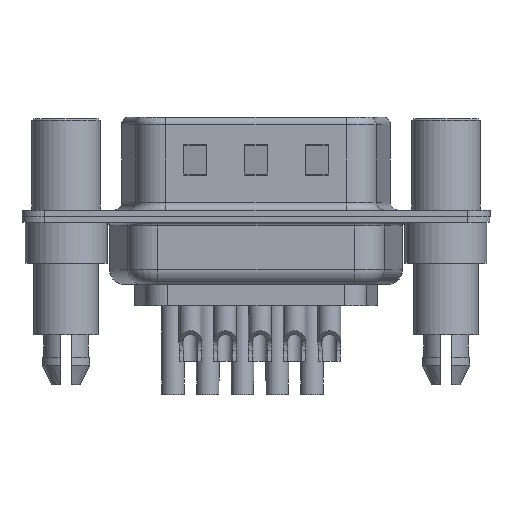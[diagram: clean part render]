
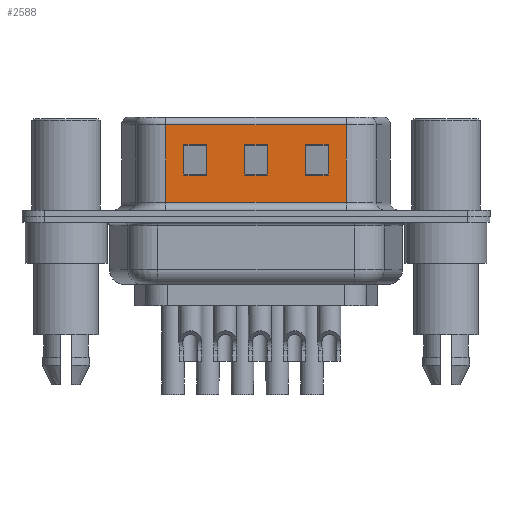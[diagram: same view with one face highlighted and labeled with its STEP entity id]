
A CAD part, front view. The second image highlights one B-rep face of the part: STEP entity #2588.
In plain terms, the highlighted planar face has unit normal (0, -1, 0).
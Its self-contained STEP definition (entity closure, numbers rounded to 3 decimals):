
#141 = ORIENTED_EDGE ( 'NONE', *, *, #276, .T. ) ;
#276 = EDGE_CURVE ( 'NONE', #16151, #2641, #10362, .T. ) ;
#764 = EDGE_CURVE ( 'NONE', #6910, #9405, #9694, .T. ) ;
#1127 = VECTOR ( 'NONE', #1667, 1000. ) ;
#1344 = CARTESIAN_POINT ( 'NONE',  ( 13.25, -4.55, 2.705 ) ) ;
#1419 = ORIENTED_EDGE ( 'NONE', *, *, #6919, .T. ) ;
#1592 = DIRECTION ( 'NONE',  ( -1., 0., 0. ) ) ;
#1667 = DIRECTION ( 'NONE',  ( 0., 0., 1. ) ) ;
#1703 = DIRECTION ( 'NONE',  ( 1., 0., 0. ) ) ;
#1824 = EDGE_CURVE ( 'NONE', #16535, #12348, #16499, .T. ) ;
#1825 = ORIENTED_EDGE ( 'NONE', *, *, #17324, .T. ) ;
#2031 = CARTESIAN_POINT ( 'NONE',  ( 18.451, -4.55, 4.705 ) ) ;
#2101 = ORIENTED_EDGE ( 'NONE', *, *, #4137, .T. ) ;
#2145 = CARTESIAN_POINT ( 'NONE',  ( 11.75, -4.55, 6.52 ) ) ;
#2241 = VECTOR ( 'NONE', #15632, 1000. ) ;
#2434 = VECTOR ( 'NONE', #5945, 1000. ) ;
#2533 = VECTOR ( 'NONE', #7372, 1000. ) ;
#2588 = ADVANCED_FACE ( 'NONE', ( #14889, #11221, #10806, #10393 ), #5283, .F. ) ;
#2623 = CARTESIAN_POINT ( 'NONE',  ( 6.549, -4.55, 0.9 ) ) ;
#2641 = VERTEX_POINT ( 'NONE', #2623 ) ;
#2984 = DIRECTION ( 'NONE',  ( 0., 0., -1. ) ) ;
#3008 = CARTESIAN_POINT ( 'NONE',  ( 13.25, -4.55, 6.52 ) ) ;
#3134 = EDGE_LOOP ( 'NONE', ( #14274, #1825, #12832, #7978 ) ) ;
#3281 = VECTOR ( 'NONE', #3876, 1000. ) ;
#3399 = VERTEX_POINT ( 'NONE', #13902 ) ;
#3635 = EDGE_CURVE ( 'NONE', #10968, #15288, #5242, .T. ) ;
#3876 = DIRECTION ( 'NONE',  ( 0., 0., -1. ) ) ;
#3957 = VERTEX_POINT ( 'NONE', #5268 ) ;
#4053 = VECTOR ( 'NONE', #15619, 1000. ) ;
#4090 = LINE ( 'NONE', #13889, #7291 ) ;
#4122 = LINE ( 'NONE', #3008, #15428 ) ;
#4137 = EDGE_CURVE ( 'NONE', #15472, #16151, #12279, .T. ) ;
#4262 = CARTESIAN_POINT ( 'NONE',  ( 6.549, -4.55, 6.02 ) ) ;
#4351 = CARTESIAN_POINT ( 'NONE',  ( 15.75, -4.55, 6.52 ) ) ;
#4586 = CARTESIAN_POINT ( 'NONE',  ( 18.451, -4.55, 6.02 ) ) ;
#4738 = CARTESIAN_POINT ( 'NONE',  ( 13.25, -4.55, 4.705 ) ) ;
#4759 = LINE ( 'NONE', #4351, #1127 ) ;
#4807 = VECTOR ( 'NONE', #13052, 1000. ) ;
#4840 = ORIENTED_EDGE ( 'NONE', *, *, #6156, .T. ) ;
#4938 = CARTESIAN_POINT ( 'NONE',  ( 6.549, -4.55, 6.52 ) ) ;
#5043 = VERTEX_POINT ( 'NONE', #5565 ) ;
#5046 = VECTOR ( 'NONE', #7942, 1000. ) ;
#5242 = LINE ( 'NONE', #2145, #4807 ) ;
#5249 = CARTESIAN_POINT ( 'NONE',  ( 17.25, -4.55, 4.705 ) ) ;
#5268 = CARTESIAN_POINT ( 'NONE',  ( 18.451, -4.55, 0.9 ) ) ;
#5283 = PLANE ( 'NONE',  #8470 ) ;
#5286 = DIRECTION ( 'NONE',  ( 1., 0., 0. ) ) ;
#5507 = EDGE_LOOP ( 'NONE', ( #6693, #2101, #141, #11101 ) ) ;
#5565 = CARTESIAN_POINT ( 'NONE',  ( 9.25, -4.55, 2.705 ) ) ;
#5782 = CARTESIAN_POINT ( 'NONE',  ( 14.451, -4.55, 4.705 ) ) ;
#5945 = DIRECTION ( 'NONE',  ( -1., 0., 0. ) ) ;
#6156 = EDGE_CURVE ( 'NONE', #9405, #3399, #4759, .T. ) ;
#6181 = LINE ( 'NONE', #15543, #2533 ) ;
#6506 = VERTEX_POINT ( 'NONE', #5249 ) ;
#6592 = CARTESIAN_POINT ( 'NONE',  ( 18.451, -4.55, 6.52 ) ) ;
#6629 = VERTEX_POINT ( 'NONE', #1344 ) ;
#6693 = ORIENTED_EDGE ( 'NONE', *, *, #15255, .F. ) ;
#6910 = VERTEX_POINT ( 'NONE', #9781 ) ;
#6912 = LINE ( 'NONE', #16162, #3281 ) ;
#6919 = EDGE_CURVE ( 'NONE', #6506, #6910, #4090, .T. ) ;
#7291 = VECTOR ( 'NONE', #2984, 1000. ) ;
#7372 = DIRECTION ( 'NONE',  ( 1., 0., 0. ) ) ;
#7506 = LINE ( 'NONE', #14816, #11533 ) ;
#7655 = CARTESIAN_POINT ( 'NONE',  ( 9.25, -4.55, 4.705 ) ) ;
#7916 = ORIENTED_EDGE ( 'NONE', *, *, #15970, .T. ) ;
#7942 = DIRECTION ( 'NONE',  ( -1., 0., 0. ) ) ;
#7978 = ORIENTED_EDGE ( 'NONE', *, *, #1824, .T. ) ;
#7995 = DIRECTION ( 'NONE',  ( 0., 1., 0. ) ) ;
#8358 = CARTESIAN_POINT ( 'NONE',  ( 11.75, -4.55, 4.705 ) ) ;
#8470 = AXIS2_PLACEMENT_3D ( 'NONE', #6592, #7995, #17530 ) ;
#8702 = ORIENTED_EDGE ( 'NONE', *, *, #16387, .T. ) ;
#8848 = LINE ( 'NONE', #11595, #15657 ) ;
#9020 = EDGE_CURVE ( 'NONE', #2641, #3957, #6181, .T. ) ;
#9105 = VECTOR ( 'NONE', #1592, 1000. ) ;
#9405 = VERTEX_POINT ( 'NONE', #10929 ) ;
#9504 = LINE ( 'NONE', #2031, #2241 ) ;
#9510 = ORIENTED_EDGE ( 'NONE', *, *, #3635, .T. ) ;
#9613 = CARTESIAN_POINT ( 'NONE',  ( 18.451, -4.55, 6.52 ) ) ;
#9694 = LINE ( 'NONE', #13731, #2434 ) ;
#9781 = CARTESIAN_POINT ( 'NONE',  ( 17.25, -4.55, 2.705 ) ) ;
#9782 = CARTESIAN_POINT ( 'NONE',  ( 18.451, -4.55, 6.02 ) ) ;
#10096 = EDGE_CURVE ( 'NONE', #12348, #5043, #6912, .T. ) ;
#10329 = CARTESIAN_POINT ( 'NONE',  ( 18.451, -4.55, 2.705 ) ) ;
#10347 = ORIENTED_EDGE ( 'NONE', *, *, #764, .T. ) ;
#10362 = LINE ( 'NONE', #4938, #13566 ) ;
#10393 = FACE_OUTER_BOUND ( 'NONE', #5507, .T. ) ;
#10572 = EDGE_CURVE ( 'NONE', #15834, #6629, #4122, .T. ) ;
#10806 = FACE_BOUND ( 'NONE', #16843, .T. ) ;
#10872 = ORIENTED_EDGE ( 'NONE', *, *, #10572, .T. ) ;
#10929 = CARTESIAN_POINT ( 'NONE',  ( 15.75, -4.55, 2.705 ) ) ;
#10968 = VERTEX_POINT ( 'NONE', #17477 ) ;
#11050 = DIRECTION ( 'NONE',  ( 0., 0., -1. ) ) ;
#11101 = ORIENTED_EDGE ( 'NONE', *, *, #9020, .T. ) ;
#11147 = DIRECTION ( 'NONE',  ( 0., 0., -1. ) ) ;
#11159 = CARTESIAN_POINT ( 'NONE',  ( 7.75, -4.55, 2.705 ) ) ;
#11221 = FACE_BOUND ( 'NONE', #12326, .T. ) ;
#11276 = LINE ( 'NONE', #14316, #4053 ) ;
#11533 = VECTOR ( 'NONE', #5286, 1000. ) ;
#11595 = CARTESIAN_POINT ( 'NONE',  ( 14.451, -4.55, 2.705 ) ) ;
#11899 = EDGE_CURVE ( 'NONE', #3399, #6506, #7506, .T. ) ;
#12279 = LINE ( 'NONE', #9782, #9105 ) ;
#12281 = LINE ( 'NONE', #10329, #5046 ) ;
#12326 = EDGE_LOOP ( 'NONE', ( #1419, #10347, #4840, #14434 ) ) ;
#12348 = VERTEX_POINT ( 'NONE', #7655 ) ;
#12832 = ORIENTED_EDGE ( 'NONE', *, *, #13271, .T. ) ;
#12859 = VECTOR ( 'NONE', #1703, 1000. ) ;
#12995 = DIRECTION ( 'NONE',  ( -1., 0., 0. ) ) ;
#13052 = DIRECTION ( 'NONE',  ( 0., 0., 1. ) ) ;
#13271 = EDGE_CURVE ( 'NONE', #14210, #16535, #11276, .T. ) ;
#13566 = VECTOR ( 'NONE', #11050, 1000. ) ;
#13593 = VECTOR ( 'NONE', #16475, 1000. ) ;
#13731 = CARTESIAN_POINT ( 'NONE',  ( 22.451, -4.55, 2.705 ) ) ;
#13889 = CARTESIAN_POINT ( 'NONE',  ( 17.25, -4.55, 6.52 ) ) ;
#13902 = CARTESIAN_POINT ( 'NONE',  ( 15.75, -4.55, 4.705 ) ) ;
#14210 = VERTEX_POINT ( 'NONE', #11159 ) ;
#14274 = ORIENTED_EDGE ( 'NONE', *, *, #10096, .T. ) ;
#14316 = CARTESIAN_POINT ( 'NONE',  ( 7.75, -4.55, 6.52 ) ) ;
#14434 = ORIENTED_EDGE ( 'NONE', *, *, #11899, .T. ) ;
#14816 = CARTESIAN_POINT ( 'NONE',  ( 22.451, -4.55, 4.705 ) ) ;
#14889 = FACE_BOUND ( 'NONE', #3134, .T. ) ;
#15255 = EDGE_CURVE ( 'NONE', #15472, #3957, #17231, .T. ) ;
#15288 = VERTEX_POINT ( 'NONE', #8358 ) ;
#15428 = VECTOR ( 'NONE', #11147, 1000. ) ;
#15472 = VERTEX_POINT ( 'NONE', #4586 ) ;
#15543 = CARTESIAN_POINT ( 'NONE',  ( 18.451, -4.55, 0.9 ) ) ;
#15619 = DIRECTION ( 'NONE',  ( 0., 0., 1. ) ) ;
#15632 = DIRECTION ( 'NONE',  ( 1., 0., 0. ) ) ;
#15657 = VECTOR ( 'NONE', #12995, 1000. ) ;
#15834 = VERTEX_POINT ( 'NONE', #4738 ) ;
#15970 = EDGE_CURVE ( 'NONE', #6629, #10968, #12281, .T. ) ;
#16151 = VERTEX_POINT ( 'NONE', #4262 ) ;
#16162 = CARTESIAN_POINT ( 'NONE',  ( 9.25, -4.55, 6.52 ) ) ;
#16387 = EDGE_CURVE ( 'NONE', #15288, #15834, #9504, .T. ) ;
#16475 = DIRECTION ( 'NONE',  ( 0., 0., -1. ) ) ;
#16499 = LINE ( 'NONE', #5782, #12859 ) ;
#16535 = VERTEX_POINT ( 'NONE', #16540 ) ;
#16540 = CARTESIAN_POINT ( 'NONE',  ( 7.75, -4.55, 4.705 ) ) ;
#16843 = EDGE_LOOP ( 'NONE', ( #8702, #10872, #7916, #9510 ) ) ;
#17231 = LINE ( 'NONE', #9613, #13593 ) ;
#17324 = EDGE_CURVE ( 'NONE', #5043, #14210, #8848, .T. ) ;
#17477 = CARTESIAN_POINT ( 'NONE',  ( 11.75, -4.55, 2.705 ) ) ;
#17530 = DIRECTION ( 'NONE',  ( 0., 0., 1. ) ) ;
